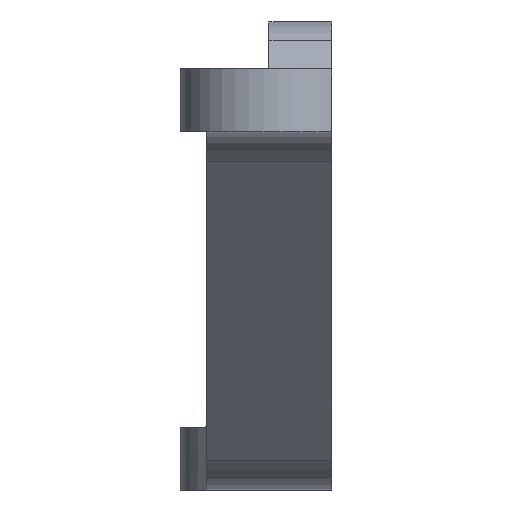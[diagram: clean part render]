
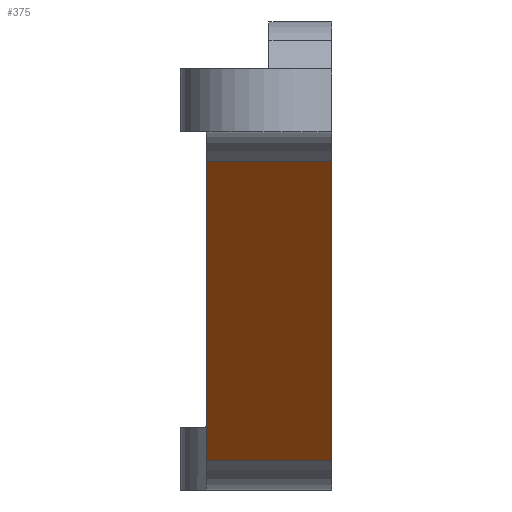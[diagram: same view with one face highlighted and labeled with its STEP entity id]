
A CAD part, front view. The second image highlights one B-rep face of the part: STEP entity #375.
In plain terms, the highlighted planar face has unit normal (0, -0.731, -0.682).
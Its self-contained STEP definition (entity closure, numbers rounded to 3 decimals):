
#36 = ORIENTED_EDGE ( 'NONE', *, *, #707, .F. ) ;
#61 = DIRECTION ( 'NONE',  ( 0., -0.682, 0.731 ) ) ;
#101 = ORIENTED_EDGE ( 'NONE', *, *, #608, .T. ) ;
#110 = VECTOR ( 'NONE', #162, 1000. ) ;
#132 = CARTESIAN_POINT ( 'NONE',  ( 5.222, 37.733, -16.051 ) ) ;
#148 = FACE_OUTER_BOUND ( 'NONE', #327, .T. ) ;
#162 = DIRECTION ( 'NONE',  ( 1., 0., 0. ) ) ;
#198 = VERTEX_POINT ( 'NONE', #897 ) ;
#199 = CARTESIAN_POINT ( 'NONE',  ( -1.445, 3.478, 20.683 ) ) ;
#206 = LINE ( 'NONE', #199, #740 ) ;
#207 = DIRECTION ( 'NONE',  ( 1., 0., 0. ) ) ;
#212 = CARTESIAN_POINT ( 'NONE',  ( 5.222, 22.903, -0.147 ) ) ;
#263 = DIRECTION ( 'NONE',  ( 0., 0.682, -0.731 ) ) ;
#314 = CARTESIAN_POINT ( 'NONE',  ( -1.445, 22.903, -0.147 ) ) ;
#327 = EDGE_LOOP ( 'NONE', ( #36, #642, #779, #101 ) ) ;
#348 = VECTOR ( 'NONE', #263, 1000. ) ;
#375 = ADVANCED_FACE ( 'NONE', ( #148 ), #728, .F. ) ;
#383 = VERTEX_POINT ( 'NONE', #132 ) ;
#422 = AXIS2_PLACEMENT_3D ( 'NONE', #496, #509, #207 ) ;
#435 = VECTOR ( 'NONE', #673, 1000. ) ;
#448 = CARTESIAN_POINT ( 'NONE',  ( 5.222, 37.733, -16.051 ) ) ;
#460 = CARTESIAN_POINT ( 'NONE',  ( -1.445, 22.903, -0.147 ) ) ;
#483 = LINE ( 'NONE', #896, #348 ) ;
#496 = CARTESIAN_POINT ( 'NONE',  ( -1.445, 39.216, -17.641 ) ) ;
#509 = DIRECTION ( 'NONE',  ( 0., 0.731, 0.682 ) ) ;
#517 = VERTEX_POINT ( 'NONE', #212 ) ;
#543 = EDGE_CURVE ( 'NONE', #517, #565, #592, .T. ) ;
#565 = VERTEX_POINT ( 'NONE', #314 ) ;
#592 = LINE ( 'NONE', #460, #435 ) ;
#608 = EDGE_CURVE ( 'NONE', #198, #383, #744, .T. ) ;
#642 = ORIENTED_EDGE ( 'NONE', *, *, #543, .T. ) ;
#673 = DIRECTION ( 'NONE',  ( -1., 0., 0. ) ) ;
#707 = EDGE_CURVE ( 'NONE', #517, #383, #483, .T. ) ;
#728 = PLANE ( 'NONE',  #422 ) ;
#740 = VECTOR ( 'NONE', #61, 1000. ) ;
#744 = LINE ( 'NONE', #448, #110 ) ;
#779 = ORIENTED_EDGE ( 'NONE', *, *, #852, .F. ) ;
#852 = EDGE_CURVE ( 'NONE', #198, #565, #206, .T. ) ;
#896 = CARTESIAN_POINT ( 'NONE',  ( 5.222, 3.478, 20.683 ) ) ;
#897 = CARTESIAN_POINT ( 'NONE',  ( -1.445, 37.733, -16.051 ) ) ;
